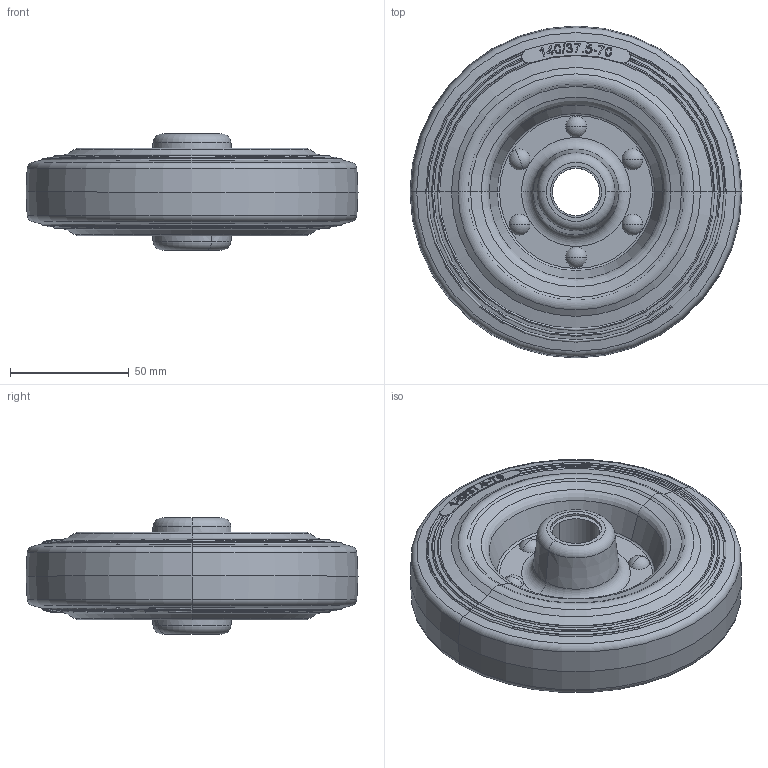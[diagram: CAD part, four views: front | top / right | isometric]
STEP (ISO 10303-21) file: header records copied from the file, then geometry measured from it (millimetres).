
FILE_DESCRIPTION (( 'STEP AP214' ), '1' );
FILE_NAME ('0013182.step', '2022-05-11T10:02:16', ( '' ), ( '' ), 'SwSTEP 2.0', 'SolidWorks 2020', '' );
FILE_SCHEMA (( 'AUTOMOTIVE_DESIGN' ));
Length unit declared in the file: millimetre
Products named in the file (1): 0013182
Bounding box: 140 x 140 x 49 mm (x, y, z)
Volume: 364981.6 mm3; surface area: 100872.1 mm2
Topology: 32 solids, 34 shells, 524 faces, 1254 edges, 780 vertices
Faces by surface type: plane 172, bspline 114, torus 92, cone 90, cylinder 56
Entity records: 23029 total; most frequent: CARTESIAN_POINT 5785, ORIENTED_EDGE 2460, DIRECTION 1970, EDGE_CURVE 1230, AXIS2_PLACEMENT_3D 817, VERTEX_POINT 780, EDGE_LOOP 586, UNCERTAINTY_MEASURE_WITH_UNIT 558
